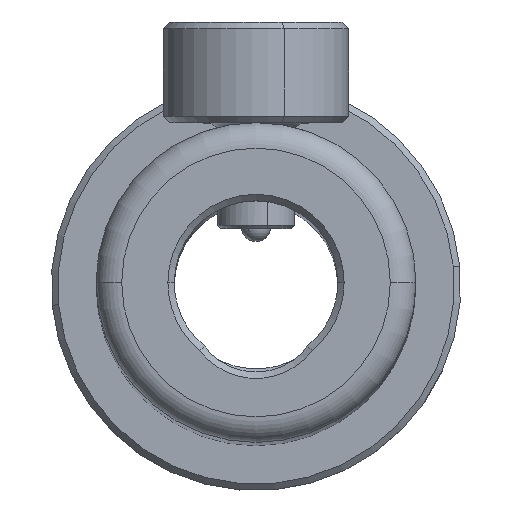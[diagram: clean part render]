
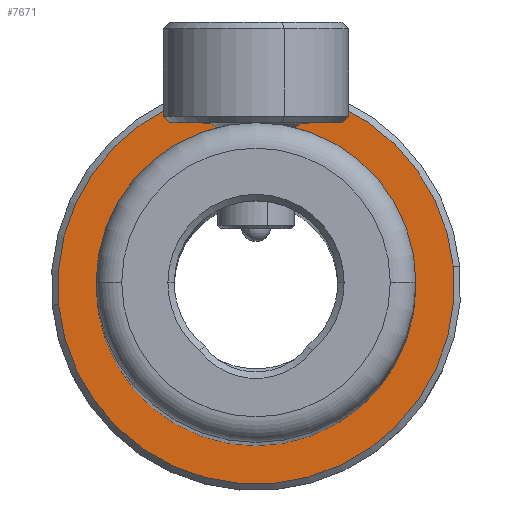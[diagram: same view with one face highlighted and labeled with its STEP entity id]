
A CAD part, top view. The second image highlights one B-rep face of the part: STEP entity #7671.
In plain terms, the highlighted planar face has unit normal (0, 0, 1).
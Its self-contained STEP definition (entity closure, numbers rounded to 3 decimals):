
#259 = DIRECTION ( 'NONE',  ( -0.995, -0.095, 0. ) ) ;
#341 = ORIENTED_EDGE ( 'NONE', *, *, #4597, .T. ) ;
#371 = CIRCLE ( 'NONE', #7637, 15.5 ) ;
#465 = DIRECTION ( 'NONE',  ( 0., 0., -1. ) ) ;
#994 = EDGE_LOOP ( 'NONE', ( #341, #1184 ) ) ;
#1184 = ORIENTED_EDGE ( 'NONE', *, *, #7365, .T. ) ;
#1237 = VERTEX_POINT ( 'NONE', #2212 ) ;
#1306 = DIRECTION ( 'NONE',  ( 0., 0., 1. ) ) ;
#1432 = DIRECTION ( 'NONE',  ( 0., 0., -1. ) ) ;
#2066 = CARTESIAN_POINT ( 'NONE',  ( 0.668, 6.875, -75. ) ) ;
#2128 = FACE_OUTER_BOUND ( 'NONE', #8831, .T. ) ;
#2148 = AXIS2_PLACEMENT_3D ( 'NONE', #9933, #4318, #7621 ) ;
#2212 = CARTESIAN_POINT ( 'NONE',  ( -7.296, 6.117, -75. ) ) ;
#2454 = CARTESIAN_POINT ( 'NONE',  ( 8.632, 7.633, -75. ) ) ;
#2477 = VERTEX_POINT ( 'NONE', #5646 ) ;
#2876 = DIRECTION ( 'NONE',  ( -0.995, -0.095, 0. ) ) ;
#3194 = VERTEX_POINT ( 'NONE', #2454 ) ;
#3299 = CARTESIAN_POINT ( 'NONE',  ( -14.762, 5.406, -75. ) ) ;
#3862 = EDGE_CURVE ( 'NONE', #10460, #2477, #5039, .T. ) ;
#3891 = EDGE_CURVE ( 'NONE', #2477, #10460, #371, .T. ) ;
#4318 = DIRECTION ( 'NONE',  ( 0., 0., -1. ) ) ;
#4586 = AXIS2_PLACEMENT_3D ( 'NONE', #8034, #1432, #4741 ) ;
#4597 = EDGE_CURVE ( 'NONE', #1237, #3194, #5023, .T. ) ;
#4741 = DIRECTION ( 'NONE',  ( -0.995, -0.095, 0. ) ) ;
#5023 = CIRCLE ( 'NONE', #5200, 8. ) ;
#5039 = CIRCLE ( 'NONE', #5734, 15.5 ) ;
#5200 = AXIS2_PLACEMENT_3D ( 'NONE', #2066, #465, #259 ) ;
#5646 = CARTESIAN_POINT ( 'NONE',  ( 16.098, 8.344, -75. ) ) ;
#5734 = AXIS2_PLACEMENT_3D ( 'NONE', #6239, #9529, #2876 ) ;
#6239 = CARTESIAN_POINT ( 'NONE',  ( 0.668, 6.875, -75. ) ) ;
#6261 = FACE_BOUND ( 'NONE', #994, .T. ) ;
#7365 = EDGE_CURVE ( 'NONE', #3194, #1237, #8901, .T. ) ;
#7571 = ORIENTED_EDGE ( 'NONE', *, *, #3891, .T. ) ;
#7621 = DIRECTION ( 'NONE',  ( -0.995, -0.095, 0. ) ) ;
#7637 = AXIS2_PLACEMENT_3D ( 'NONE', #8714, #1306, #7908 ) ;
#7671 = ADVANCED_FACE ( 'NONE', ( #6261, #2128 ), #8843, .F. ) ;
#7908 = DIRECTION ( 'NONE',  ( -0.995, -0.095, 0. ) ) ;
#8034 = CARTESIAN_POINT ( 'NONE',  ( -0.09, 14.839, -75. ) ) ;
#8714 = CARTESIAN_POINT ( 'NONE',  ( 0.668, 6.875, -75. ) ) ;
#8831 = EDGE_LOOP ( 'NONE', ( #10499, #7571 ) ) ;
#8843 = PLANE ( 'NONE',  #4586 ) ;
#8901 = CIRCLE ( 'NONE', #2148, 8. ) ;
#9529 = DIRECTION ( 'NONE',  ( 0., 0., 1. ) ) ;
#9933 = CARTESIAN_POINT ( 'NONE',  ( 0.668, 6.875, -75. ) ) ;
#10460 = VERTEX_POINT ( 'NONE', #3299 ) ;
#10499 = ORIENTED_EDGE ( 'NONE', *, *, #3862, .T. ) ;
